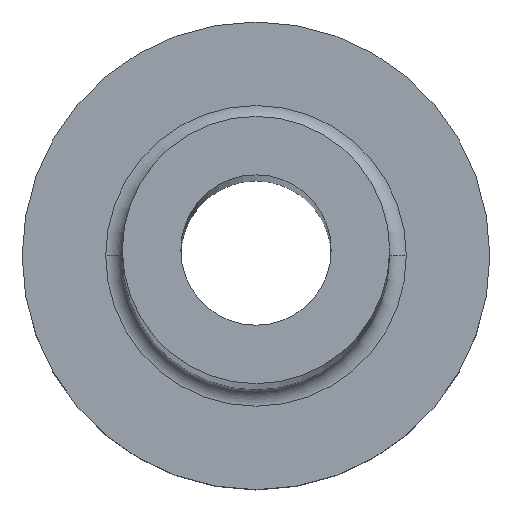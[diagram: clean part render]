
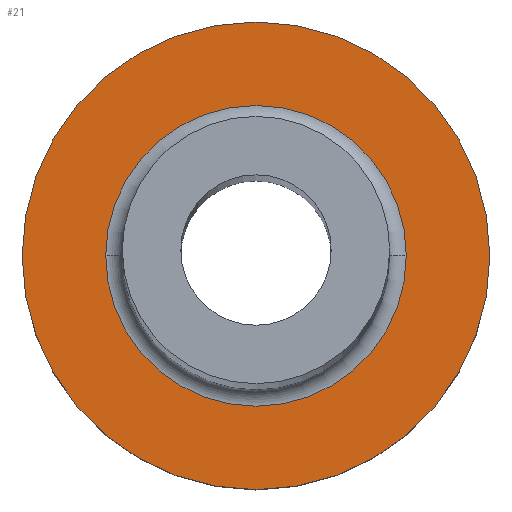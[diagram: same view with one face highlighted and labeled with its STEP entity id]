
A CAD part, top view. The second image highlights one B-rep face of the part: STEP entity #21.
In plain terms, the highlighted planar face has unit normal (0, 0, 1).
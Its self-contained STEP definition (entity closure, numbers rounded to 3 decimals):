
#4 = EDGE_LOOP ( 'NONE', ( #267, #320 ) ) ;
#9 = EDGE_CURVE ( 'NONE', #292, #46, #195, .T. ) ;
#21 = ADVANCED_FACE ( 'NONE', ( #107, #172 ), #177, .T. ) ;
#22 = DIRECTION ( 'NONE',  ( 0., 0., -1. ) ) ;
#27 = AXIS2_PLACEMENT_3D ( 'NONE', #162, #326, #194 ) ;
#34 = CARTESIAN_POINT ( 'NONE',  ( 4.5, 0., 5. ) ) ;
#40 = EDGE_CURVE ( 'NONE', #359, #346, #80, .T. ) ;
#41 = DIRECTION ( 'NONE',  ( 0., 0., -1. ) ) ;
#46 = VERTEX_POINT ( 'NONE', #108 ) ;
#76 = DIRECTION ( 'NONE',  ( 0., 0., 1. ) ) ;
#80 = CIRCLE ( 'NONE', #334, 4.5 ) ;
#93 = EDGE_CURVE ( 'NONE', #46, #292, #161, .T. ) ;
#99 = CARTESIAN_POINT ( 'NONE',  ( -4.5, 0., 5. ) ) ;
#106 = AXIS2_PLACEMENT_3D ( 'NONE', #330, #366, #205 ) ;
#107 = FACE_BOUND ( 'NONE', #4, .T. ) ;
#108 = CARTESIAN_POINT ( 'NONE',  ( -7., 0., 5. ) ) ;
#124 = CARTESIAN_POINT ( 'NONE',  ( 0., 0., 5. ) ) ;
#135 = ORIENTED_EDGE ( 'NONE', *, *, #93, .T. ) ;
#151 = CARTESIAN_POINT ( 'NONE',  ( 7., 0., 5. ) ) ;
#160 = ORIENTED_EDGE ( 'NONE', *, *, #9, .T. ) ;
#161 = CIRCLE ( 'NONE', #358, 7. ) ;
#162 = CARTESIAN_POINT ( 'NONE',  ( 0., 0., 5. ) ) ;
#168 = DIRECTION ( 'NONE',  ( 1., 0., 0. ) ) ;
#172 = FACE_OUTER_BOUND ( 'NONE', #277, .T. ) ;
#177 = PLANE ( 'NONE',  #106 ) ;
#194 = DIRECTION ( 'NONE',  ( 1., 0., 0. ) ) ;
#195 = CIRCLE ( 'NONE', #27, 7. ) ;
#205 = DIRECTION ( 'NONE',  ( 1., 0., 0. ) ) ;
#224 = AXIS2_PLACEMENT_3D ( 'NONE', #124, #22, #235 ) ;
#235 = DIRECTION ( 'NONE',  ( 1., 0., 0. ) ) ;
#250 = DIRECTION ( 'NONE',  ( 1., 0., 0. ) ) ;
#257 = EDGE_CURVE ( 'NONE', #346, #359, #373, .T. ) ;
#267 = ORIENTED_EDGE ( 'NONE', *, *, #257, .T. ) ;
#277 = EDGE_LOOP ( 'NONE', ( #135, #160 ) ) ;
#292 = VERTEX_POINT ( 'NONE', #151 ) ;
#320 = ORIENTED_EDGE ( 'NONE', *, *, #40, .T. ) ;
#326 = DIRECTION ( 'NONE',  ( 0., 0., 1. ) ) ;
#330 = CARTESIAN_POINT ( 'NONE',  ( 0., 0., 5. ) ) ;
#333 = CARTESIAN_POINT ( 'NONE',  ( 0., 0., 5. ) ) ;
#334 = AXIS2_PLACEMENT_3D ( 'NONE', #333, #41, #168 ) ;
#346 = VERTEX_POINT ( 'NONE', #34 ) ;
#358 = AXIS2_PLACEMENT_3D ( 'NONE', #361, #76, #250 ) ;
#359 = VERTEX_POINT ( 'NONE', #99 ) ;
#361 = CARTESIAN_POINT ( 'NONE',  ( 0., 0., 5. ) ) ;
#366 = DIRECTION ( 'NONE',  ( 0., 0., 1. ) ) ;
#373 = CIRCLE ( 'NONE', #224, 4.5 ) ;
